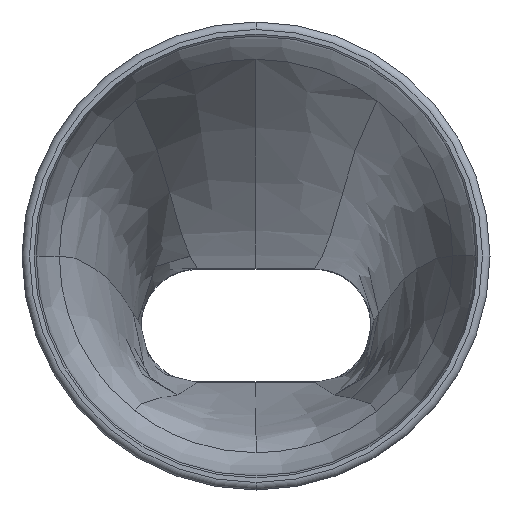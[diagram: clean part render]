
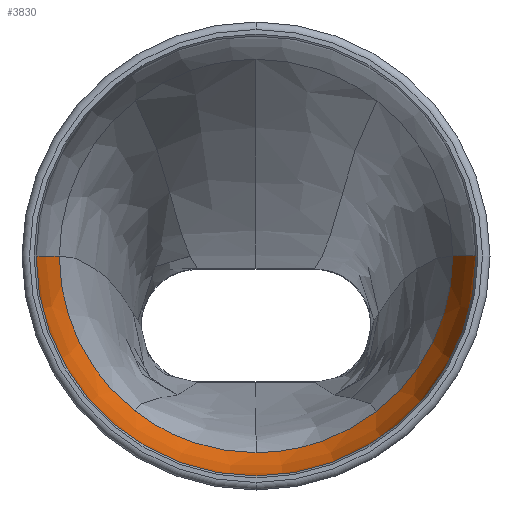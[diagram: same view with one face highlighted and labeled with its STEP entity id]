
A CAD part, front view. The second image highlights one B-rep face of the part: STEP entity #3830.
In plain terms, the highlighted toroidal (fillet/blend) face has major radius 1.433 mm and minor radius 36.859 mm.
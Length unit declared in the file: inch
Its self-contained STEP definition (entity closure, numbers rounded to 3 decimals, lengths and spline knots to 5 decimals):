
#649 = CARTESIAN_POINT ( 'NONE',  ( -1.38, 0.12371, 0. ) ) ;
#698 = CARTESIAN_POINT ( 'NONE',  ( 0.64987, 0.99327, -1.05817 ) ) ;
#699 = CARTESIAN_POINT ( 'NONE',  ( 0.75717, 0.99327, -0.97484 ) ) ;
#710 = CARTESIAN_POINT ( 'NONE',  ( 0., 0.99327, -1.23435 ) ) ;
#711 = B_SPLINE_CURVE_WITH_KNOTS ( 'NONE', 3,
 ( #699, #698, #768, #767, #766, #765 ),
 .UNSPECIFIED., .F., .F.,
 ( 4, 2, 4 ),
 ( 0.1449, 0.19745, 0.25 ),
 .UNSPECIFIED. ) ;
#712 = CARTESIAN_POINT ( 'NONE',  ( 0.75717, 0.99327, -0.97484 ) ) ;
#713 = CARTESIAN_POINT ( 'NONE',  ( 1.38, 0.12371, 0. ) ) ;
#740 = CARTESIAN_POINT ( 'NONE',  ( 1.22364, 0.99327, -0.18729 ) ) ;
#741 = CARTESIAN_POINT ( 'NONE',  ( 1.23435, 0.99327, -0.09365 ) ) ;
#742 = CARTESIAN_POINT ( 'NONE',  ( 1.23435, 0.99327, 0. ) ) ;
#747 = B_SPLINE_CURVE_WITH_KNOTS ( 'NONE', 3,
 ( #742, #741, #740, #799, #798, #797, #796, #795, #794, #793 ),
 .UNSPECIFIED., .F., .F.,
 ( 4, 2, 2, 2, 4 ),
 ( 0., 0.03622, 0.07245, 0.10867, 0.1449 ),
 .UNSPECIFIED. ) ;
#748 = CARTESIAN_POINT ( 'NONE',  ( 1.23435, 0.99327, 0. ) ) ;
#749 = DIRECTION ( 'NONE',  ( -1., 0., 0. ) ) ;
#750 = DIRECTION ( 'NONE',  ( 0., 0., -1. ) ) ;
#751 = AXIS2_PLACEMENT_3D ( 'NONE', #763, #750, #749 ) ;
#752 = CIRCLE ( 'NONE', #751, 1.45115 ) ;
#753 = DIRECTION ( 'NONE',  ( 1., 0., 0. ) ) ;
#754 = DIRECTION ( 'NONE',  ( 0., -1., 0. ) ) ;
#755 = CARTESIAN_POINT ( 'NONE',  ( 0., 0.12371, 0. ) ) ;
#756 = AXIS2_PLACEMENT_3D ( 'NONE', #755, #754, #753 ) ;
#757 = CARTESIAN_POINT ( 'NONE',  ( -0.75909, 0.99327, -0.97335 ) ) ;
#758 = CARTESIAN_POINT ( 'NONE',  ( -0.65164, 0.99327, -1.05714 ) ) ;
#759 = CARTESIAN_POINT ( 'NONE',  ( -0.53021, 0.99327, -1.12297 ) ) ;
#760 = CARTESIAN_POINT ( 'NONE',  ( -0.2725, 0.99327, -1.21158 ) ) ;
#761 = CARTESIAN_POINT ( 'NONE',  ( -0.13626, 0.99327, -1.23435 ) ) ;
#762 = CARTESIAN_POINT ( 'NONE',  ( 0., 0.99327, -1.23435 ) ) ;
#763 = CARTESIAN_POINT ( 'NONE',  ( -0.0564, 0.33008, 0. ) ) ;
#764 = B_SPLINE_CURVE_WITH_KNOTS ( 'NONE', 3,
 ( #762, #761, #760, #759, #758, #757 ),
 .UNSPECIFIED., .F., .F.,
 ( 4, 2, 4 ),
 ( 0.25, 0.30271, 0.35542 ),
 .UNSPECIFIED. ) ;
#765 = CARTESIAN_POINT ( 'NONE',  ( 0., 0.99327, -1.23435 ) ) ;
#766 = CARTESIAN_POINT ( 'NONE',  ( 0.13586, 0.99327, -1.23435 ) ) ;
#767 = CARTESIAN_POINT ( 'NONE',  ( 0.27168, 0.99327, -1.21172 ) ) ;
#768 = CARTESIAN_POINT ( 'NONE',  ( 0.52872, 0.99327, -1.12362 ) ) ;
#769 = CIRCLE ( 'NONE', #756, 1.38 ) ;
#793 = CARTESIAN_POINT ( 'NONE',  ( 0.75717, 0.99327, -0.97484 ) ) ;
#794 = CARTESIAN_POINT ( 'NONE',  ( 0.83112, 0.99327, -0.91739 ) ) ;
#795 = CARTESIAN_POINT ( 'NONE',  ( 0.89852, 0.99327, -0.8515 ) ) ;
#796 = CARTESIAN_POINT ( 'NONE',  ( 1.0167, 0.99327, -0.7062 ) ) ;
#797 = CARTESIAN_POINT ( 'NONE',  ( 1.06748, 0.99327, -0.62679 ) ) ;
#798 = CARTESIAN_POINT ( 'NONE',  ( 1.14982, 0.99327, -0.45857 ) ) ;
#799 = CARTESIAN_POINT ( 'NONE',  ( 1.18138, 0.99327, -0.36976 ) ) ;
#2502 = TOROIDAL_SURFACE ( 'NONE', #2573, -0.0564, 1.45115 ) ;
#2503 = CARTESIAN_POINT ( 'NONE',  ( 0., 0.33008, 0. ) ) ;
#2504 = FACE_OUTER_BOUND ( 'NONE', #3764, .T. ) ;
#2553 = DIRECTION ( 'NONE',  ( 0., -1., 0. ) ) ;
#2554 = DIRECTION ( 'NONE',  ( 0., 0., 1. ) ) ;
#2555 = AXIS2_PLACEMENT_3D ( 'NONE', #2567, #2554, #2553 ) ;
#2556 = CIRCLE ( 'NONE', #2555, 1.45115 ) ;
#2557 = CARTESIAN_POINT ( 'NONE',  ( -1.23435, 0.99327, 0. ) ) ;
#2558 = CARTESIAN_POINT ( 'NONE',  ( -1.23435, 0.99327, -0.09344 ) ) ;
#2559 = CARTESIAN_POINT ( 'NONE',  ( -1.22369, 0.99327, -0.18689 ) ) ;
#2560 = CARTESIAN_POINT ( 'NONE',  ( -1.18161, 0.99327, -0.36898 ) ) ;
#2561 = CARTESIAN_POINT ( 'NONE',  ( -1.15019, 0.99327, -0.45762 ) ) ;
#2562 = CARTESIAN_POINT ( 'NONE',  ( -1.06819, 0.99327, -0.62556 ) ) ;
#2563 = CARTESIAN_POINT ( 'NONE',  ( -1.01761, 0.99327, -0.70485 ) ) ;
#2564 = CARTESIAN_POINT ( 'NONE',  ( -0.8999, 0.99327, -0.85001 ) ) ;
#2565 = CARTESIAN_POINT ( 'NONE',  ( -0.83277, 0.99327, -0.91588 ) ) ;
#2566 = CARTESIAN_POINT ( 'NONE',  ( -0.75909, 0.99327, -0.97335 ) ) ;
#2567 = CARTESIAN_POINT ( 'NONE',  ( 0.0564, 0.33008, 0. ) ) ;
#2568 = CARTESIAN_POINT ( 'NONE',  ( -0.75909, 0.99327, -0.97335 ) ) ;
#2569 = B_SPLINE_CURVE_WITH_KNOTS ( 'NONE', 3,
 ( #2566, #2565, #2564, #2563, #2562, #2561, #2560, #2559, #2558, #2557 ),
 .UNSPECIFIED., .F., .F.,
 ( 4, 2, 2, 2, 4 ),
 ( 0.35542, 0.39156, 0.42771, 0.46385, 0.5 ),
 .UNSPECIFIED. ) ;
#2570 = CARTESIAN_POINT ( 'NONE',  ( -1.23435, 0.99327, 0. ) ) ;
#2571 = DIRECTION ( 'NONE',  ( 1., 0., 0. ) ) ;
#2572 = DIRECTION ( 'NONE',  ( 0., -1., 0. ) ) ;
#2573 = AXIS2_PLACEMENT_3D ( 'NONE', #2503, #2572, #2571 ) ;
#3755 = VERTEX_POINT ( 'NONE', #649 ) ;
#3756 = VERTEX_POINT ( 'NONE', #713 ) ;
#3757 = VERTEX_POINT ( 'NONE', #712 ) ;
#3758 = ORIENTED_EDGE ( 'NONE', *, *, #3759, .T. ) ;
#3759 = EDGE_CURVE ( 'NONE', #3757, #3760, #711, .T. ) ;
#3760 = VERTEX_POINT ( 'NONE', #710 ) ;
#3761 = ORIENTED_EDGE ( 'NONE', *, *, #3762, .T. ) ;
#3762 = EDGE_CURVE ( 'NONE', #3760, #3833, #764, .T. ) ;
#3764 = EDGE_LOOP ( 'NONE', ( #3831, #3835, #3766, #3768, #3771, #3758, #3761 ) ) ;
#3766 = ORIENTED_EDGE ( 'NONE', *, *, #3767, .T. ) ;
#3767 = EDGE_CURVE ( 'NONE', #3755, #3756, #769, .T. ) ;
#3768 = ORIENTED_EDGE ( 'NONE', *, *, #3769, .F. ) ;
#3769 = EDGE_CURVE ( 'NONE', #3770, #3756, #752, .T. ) ;
#3770 = VERTEX_POINT ( 'NONE', #748 ) ;
#3771 = ORIENTED_EDGE ( 'NONE', *, *, #3772, .T. ) ;
#3772 = EDGE_CURVE ( 'NONE', #3770, #3757, #747, .T. ) ;
#3830 = ADVANCED_FACE ( 'NONE', ( #2504 ), #2502, .F. ) ;
#3831 = ORIENTED_EDGE ( 'NONE', *, *, #3832, .T. ) ;
#3832 = EDGE_CURVE ( 'NONE', #3833, #3834, #2569, .T. ) ;
#3833 = VERTEX_POINT ( 'NONE', #2568 ) ;
#3834 = VERTEX_POINT ( 'NONE', #2570 ) ;
#3835 = ORIENTED_EDGE ( 'NONE', *, *, #3836, .T. ) ;
#3836 = EDGE_CURVE ( 'NONE', #3834, #3755, #2556, .T. ) ;
